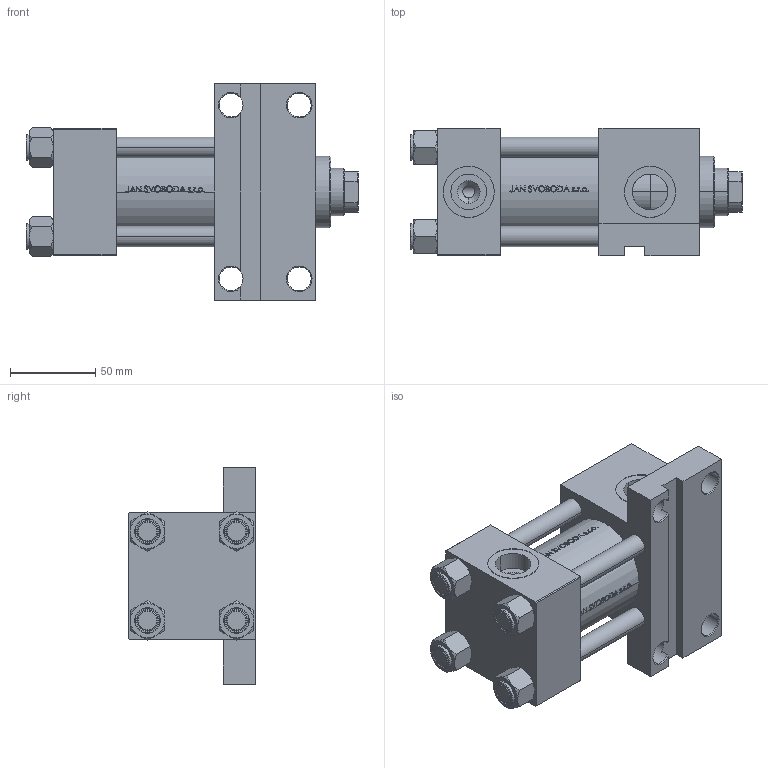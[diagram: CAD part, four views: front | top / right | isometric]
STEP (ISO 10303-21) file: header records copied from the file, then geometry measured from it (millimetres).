
FILE_DESCRIPTION (( 'STEP AP203' ), '1' );
FILE_NAME ('80f5.STEP', '2022-04-15T05:21:53', ( '' ), ( '' ), 'SwSTEP 2.0', 'SolidWorks 2019', '' );
FILE_SCHEMA (( 'CONFIG_CONTROL_DESIGN' ));
Length unit declared in the file: millimetre
Products named in the file (6): V215CR_F_TYCINKA b2e40cad58d3cbecb25d84af9a4fa88d; NUT_M5_F b2e40cad58d3cbecb25d84af9a4fa88d; V215CR_VCP_F b2e40cad58d3cbecb25d84af9a4fa88d; V215CR_F_Body b2e40cad58d3cbecb25d84af9a4fa88d; 80f5; V215_VC_A b2e40cad58d3cbecb25d84af9a4fa88d
Assembly tree (11 placements, depth 2):
  80f5
    V215CR_F_Body b2e40cad58d3cbecb25d84af9a4fa88d
    V215CR_VCP_F b2e40cad58d3cbecb25d84af9a4fa88d
    V215CR_F_TYCINKA b2e40cad58d3cbecb25d84af9a4fa88d  x4
    NUT_M5_F b2e40cad58d3cbecb25d84af9a4fa88d  x4
    V215_VC_A b2e40cad58d3cbecb25d84af9a4fa88d
Bounding box: 195 x 75 x 127 mm (x, y, z)
Volume: 714177.4 mm3; surface area: 159912.8 mm2
Topology: 11 solids, 11 shells, 1117 faces, 2824 edges, 1813 vertices
Faces by surface type: plane 440, bspline 380, cone 152, cylinder 137, torus 8
Entity records: 48349 total; most frequent: CARTESIAN_POINT 26050, ORIENTED_EDGE 5140, DIRECTION 3202, EDGE_CURVE 2570, VERTEX_POINT 1669, VECTOR 1326, LINE 1326, EDGE_LOOP 1101
